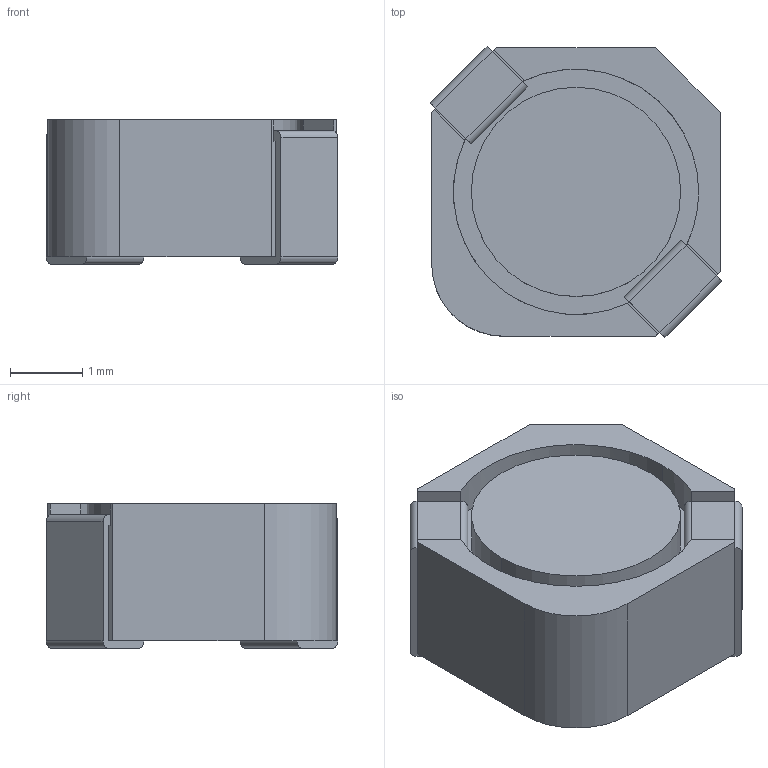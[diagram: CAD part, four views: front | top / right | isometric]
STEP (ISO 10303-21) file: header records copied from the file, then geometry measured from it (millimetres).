
FILE_DESCRIPTION (( 'STEP AP214' ), '1' );
FILE_NAME ('CDRH3D18C h1.9.STEP', '2019-11-27T20:02:23', ( 'Elessar' ), ( '' ), 'SwSTEP 2.0', 'SolidWorks 2018', '' );
FILE_SCHEMA (( 'AUTOMOTIVE_DESIGN' ));
Length unit declared in the file: millimetre
Products named in the file (1): CDRH3D18C h1.9
Bounding box: 4.04 x 4.04 x 2 mm (x, y, z)
Volume: 26.5 mm3; surface area: 71.7 mm2
Topology: 1 solids, 1 shells, 58 faces, 162 edges, 108 vertices
Faces by surface type: plane 39, cylinder 19
Entity records: 2540 total; most frequent: CARTESIAN_POINT 329, ORIENTED_EDGE 324, DIRECTION 322, EDGE_CURVE 162, VECTOR 120, LINE 120, VERTEX_POINT 108, AXIS2_PLACEMENT_3D 101
